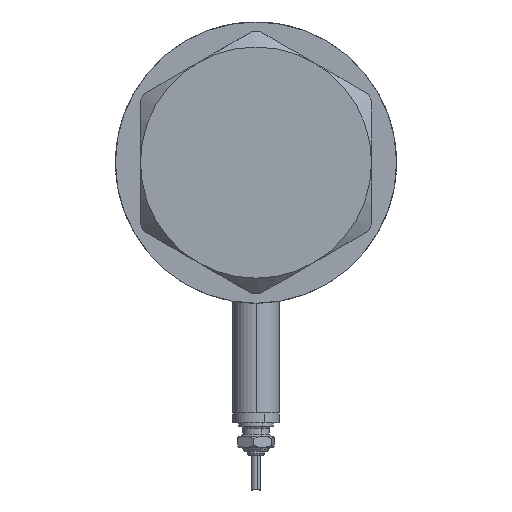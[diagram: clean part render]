
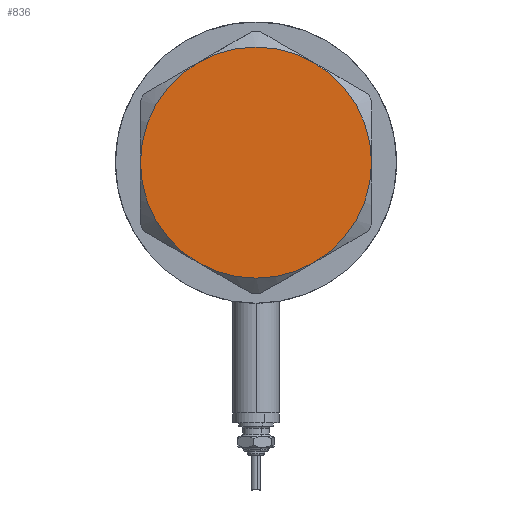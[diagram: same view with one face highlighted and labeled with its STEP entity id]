
A CAD part, left-side view. The second image highlights one B-rep face of the part: STEP entity #836.
In plain terms, the highlighted face is planar.
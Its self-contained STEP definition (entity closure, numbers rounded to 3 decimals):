
#67 = AXIS2_PLACEMENT_3D ( 'NONE', #1312, #866, #5808 ) ;
#442 = VERTEX_POINT ( 'NONE', #3773 ) ;
#465 = EDGE_CURVE ( 'NONE', #3009, #3753, #528, .T. ) ;
#528 = CIRCLE ( 'NONE', #2617, 30. ) ;
#531 = VERTEX_POINT ( 'NONE', #715 ) ;
#642 = AXIS2_PLACEMENT_3D ( 'NONE', #2729, #3759, #5830 ) ;
#715 = CARTESIAN_POINT ( 'NONE',  ( 30., 0., 14.5 ) ) ;
#836 = ADVANCED_FACE ( 'NONE', ( #969 ), #2797, .T. ) ;
#866 = DIRECTION ( 'NONE',  ( 0., 0., 1. ) ) ;
#924 = DIRECTION ( 'NONE',  ( 1., 0., 0. ) ) ;
#969 = FACE_OUTER_BOUND ( 'NONE', #4075, .T. ) ;
#1312 = CARTESIAN_POINT ( 'NONE',  ( 0., 0., 14.5 ) ) ;
#1422 = DIRECTION ( 'NONE',  ( 0., 0., 1. ) ) ;
#1677 = EDGE_CURVE ( 'NONE', #531, #2750, #3023, .T. ) ;
#1684 = ORIENTED_EDGE ( 'NONE', *, *, #3289, .T. ) ;
#1830 = VERTEX_POINT ( 'NONE', #4116 ) ;
#1868 = DIRECTION ( 'NONE',  ( 1., 0., 0. ) ) ;
#2011 = EDGE_CURVE ( 'NONE', #1830, #531, #4209, .T. ) ;
#2244 = CIRCLE ( 'NONE', #67, 30. ) ;
#2247 = ORIENTED_EDGE ( 'NONE', *, *, #3844, .T. ) ;
#2277 = DIRECTION ( 'NONE',  ( 0., 0., 1. ) ) ;
#2617 = AXIS2_PLACEMENT_3D ( 'NONE', #5591, #1422, #924 ) ;
#2729 = CARTESIAN_POINT ( 'NONE',  ( 0., 0., 14.5 ) ) ;
#2750 = VERTEX_POINT ( 'NONE', #5565 ) ;
#2797 = PLANE ( 'NONE',  #4284 ) ;
#3003 = CARTESIAN_POINT ( 'NONE',  ( 0., 0., 14.5 ) ) ;
#3009 = VERTEX_POINT ( 'NONE', #4217 ) ;
#3023 = CIRCLE ( 'NONE', #642, 30. ) ;
#3289 = EDGE_CURVE ( 'NONE', #3753, #442, #2244, .T. ) ;
#3619 = DIRECTION ( 'NONE',  ( 1., 0., 0. ) ) ;
#3635 = ORIENTED_EDGE ( 'NONE', *, *, #465, .T. ) ;
#3728 = CIRCLE ( 'NONE', #5655, 30. ) ;
#3753 = VERTEX_POINT ( 'NONE', #5351 ) ;
#3759 = DIRECTION ( 'NONE',  ( 0., 0., 1. ) ) ;
#3773 = CARTESIAN_POINT ( 'NONE',  ( -15., -25.981, 14.5 ) ) ;
#3844 = EDGE_CURVE ( 'NONE', #2750, #3009, #4110, .T. ) ;
#3914 = DIRECTION ( 'NONE',  ( 1., 0., 0. ) ) ;
#3984 = ORIENTED_EDGE ( 'NONE', *, *, #1677, .T. ) ;
#4075 = EDGE_LOOP ( 'NONE', ( #4169, #3984, #2247, #3635, #1684, #4405 ) ) ;
#4082 = CARTESIAN_POINT ( 'NONE',  ( 0., 0., 14.5 ) ) ;
#4110 = CIRCLE ( 'NONE', #5184, 30. ) ;
#4116 = CARTESIAN_POINT ( 'NONE',  ( 15., -25.981, 14.5 ) ) ;
#4150 = DIRECTION ( 'NONE',  ( 1., 0., 0. ) ) ;
#4169 = ORIENTED_EDGE ( 'NONE', *, *, #2011, .T. ) ;
#4209 = CIRCLE ( 'NONE', #4882, 30. ) ;
#4217 = CARTESIAN_POINT ( 'NONE',  ( -15., 25.981, 14.5 ) ) ;
#4284 = AXIS2_PLACEMENT_3D ( 'NONE', #5144, #2277, #4150 ) ;
#4304 = DIRECTION ( 'NONE',  ( 0., 0., 1. ) ) ;
#4405 = ORIENTED_EDGE ( 'NONE', *, *, #4708, .T. ) ;
#4660 = CARTESIAN_POINT ( 'NONE',  ( 0., 0., 14.5 ) ) ;
#4708 = EDGE_CURVE ( 'NONE', #442, #1830, #3728, .T. ) ;
#4821 = DIRECTION ( 'NONE',  ( 0., 0., 1. ) ) ;
#4882 = AXIS2_PLACEMENT_3D ( 'NONE', #4082, #5909, #3619 ) ;
#5144 = CARTESIAN_POINT ( 'NONE',  ( 0., 0., 14.5 ) ) ;
#5184 = AXIS2_PLACEMENT_3D ( 'NONE', #3003, #4821, #3914 ) ;
#5351 = CARTESIAN_POINT ( 'NONE',  ( -30., 0., 14.5 ) ) ;
#5565 = CARTESIAN_POINT ( 'NONE',  ( 15., 25.981, 14.5 ) ) ;
#5591 = CARTESIAN_POINT ( 'NONE',  ( 0., 0., 14.5 ) ) ;
#5655 = AXIS2_PLACEMENT_3D ( 'NONE', #4660, #4304, #1868 ) ;
#5808 = DIRECTION ( 'NONE',  ( 1., 0., 0. ) ) ;
#5830 = DIRECTION ( 'NONE',  ( 1., 0., 0. ) ) ;
#5909 = DIRECTION ( 'NONE',  ( 0., 0., 1. ) ) ;
